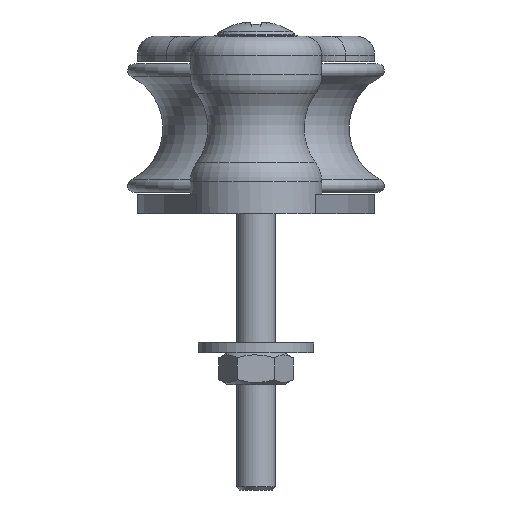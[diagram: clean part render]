
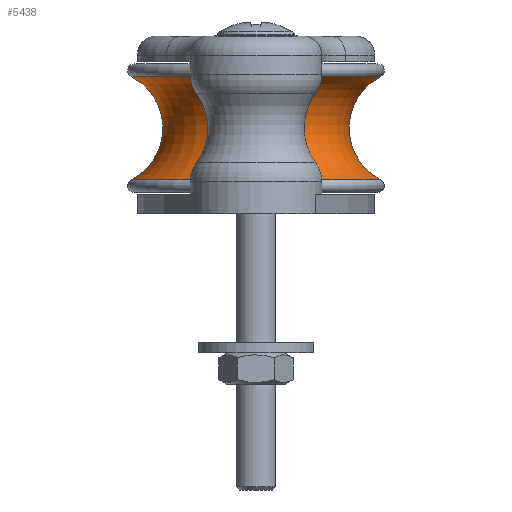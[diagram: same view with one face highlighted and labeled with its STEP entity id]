
A CAD part, left-side view. The second image highlights one B-rep face of the part: STEP entity #5438.
In plain terms, the highlighted toroidal (fillet/blend) face has major radius 23.5 mm and minor radius 9 mm.
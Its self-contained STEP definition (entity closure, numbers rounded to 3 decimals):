
#51=TOROIDAL_SURFACE('',#5867,23.5,9.);
#924=FACE_BOUND('',#1563,.T.);
#1137=FACE_OUTER_BOUND('',#1562,.T.);
#1562=EDGE_LOOP('',(#3978));
#1563=EDGE_LOOP('',(#3979));
#2013=CIRCLE('',#5866,19.429);
#2014=CIRCLE('',#5868,19.429);
#2465=VERTEX_POINT('',#8803);
#2466=VERTEX_POINT('',#8806);
#3055=EDGE_CURVE('',#2465,#2465,#2013,.T.);
#3056=EDGE_CURVE('',#2466,#2466,#2014,.T.);
#3978=ORIENTED_EDGE('',*,*,#3056,.F.);
#3979=ORIENTED_EDGE('',*,*,#3055,.T.);
#5438=ADVANCED_FACE('',(#1137,#924),#51,.F.);
#5866=AXIS2_PLACEMENT_3D('',#8804,#6798,#6799);
#5867=AXIS2_PLACEMENT_3D('',#8805,#6800,#6801);
#5868=AXIS2_PLACEMENT_3D('',#8807,#6802,#6803);
#6798=DIRECTION('center_axis',(0.,0.,
-1.));
#6799=DIRECTION('ref_axis',(1.,0.,0.));
#6800=DIRECTION('center_axis',(0.,0.,
-1.));
#6801=DIRECTION('ref_axis',(0.,1.,0.));
#6802=DIRECTION('center_axis',(0.,0.,
-1.));
#6803=DIRECTION('ref_axis',(1.,0.,0.));
#8803=CARTESIAN_POINT('',(-200.571,0.,21.377));
#8804=CARTESIAN_POINT('Origin',(-220.,0.,21.377));
#8805=CARTESIAN_POINT('Origin',(-220.,0.,13.35));
#8806=CARTESIAN_POINT('',(-200.571,0.,5.323));
#8807=CARTESIAN_POINT('Origin',(-220.,0.,5.323));
